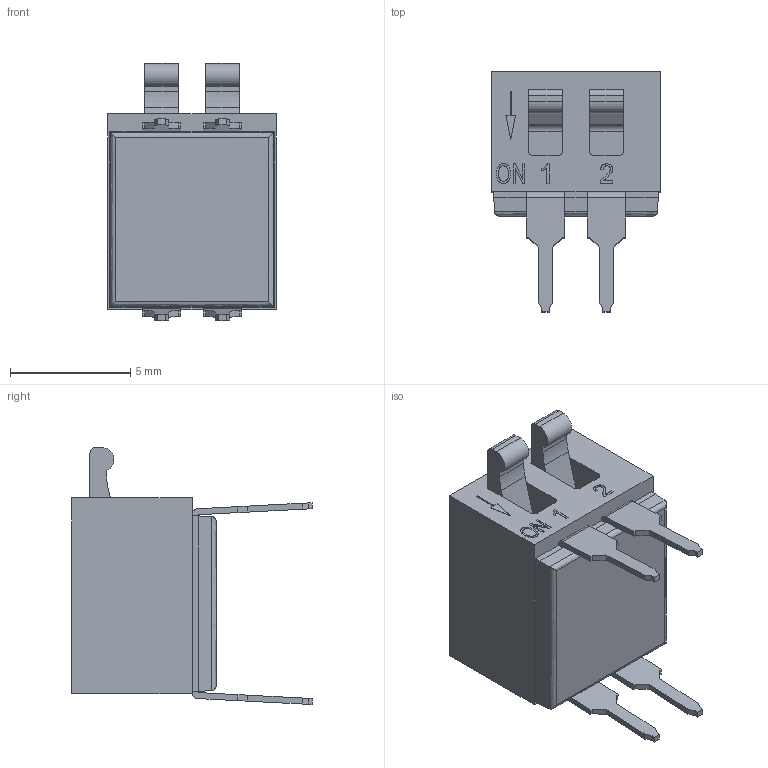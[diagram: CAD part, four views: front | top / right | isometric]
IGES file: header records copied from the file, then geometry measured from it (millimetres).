
Start section:  PTC IGES file: ksp22.igs
Global section: file name: ksp22.igs; native system: Creo Parametric by Parametric Technology Corporation; preprocessor: 2015030; author: T-KAWASHIMA; organization: Unknown; date: 20160707.095537; units: millimetre
Bounding box: 7 x 10.02 x 10.7 mm (x, y, z)
Volume: 333.4 mm3; surface area: 406.7 mm2
Topology: 1 solids, 1 shells, 325 faces, 904 edges, 596 vertices
Faces by surface type: bspline 175, extrusion 122, revolution 28
